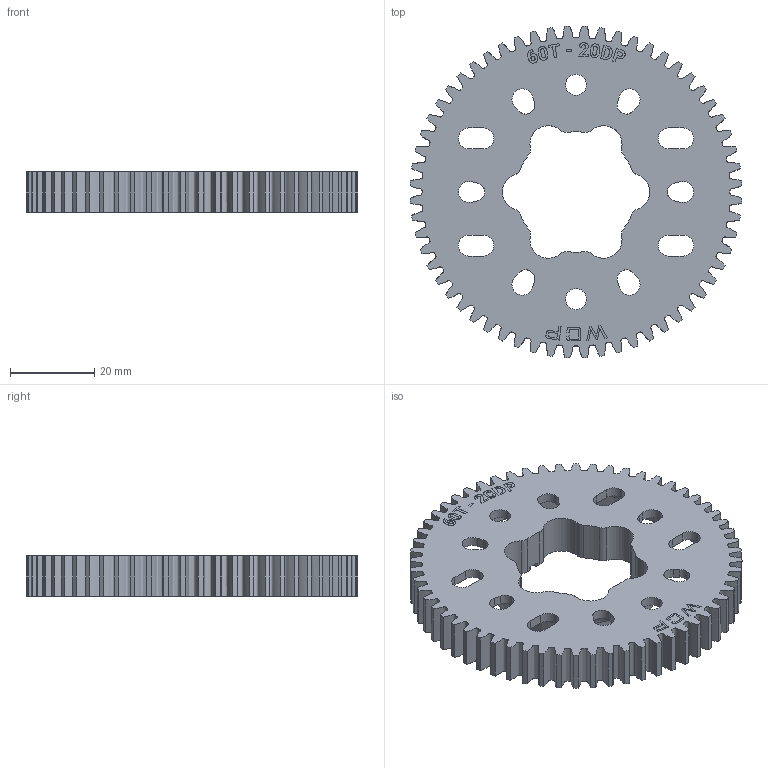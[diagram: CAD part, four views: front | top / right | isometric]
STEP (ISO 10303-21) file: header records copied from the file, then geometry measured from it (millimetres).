
FILE_DESCRIPTION (( 'STEP AP214' ), '1' );
FILE_NAME ('WCP-1095 Rev1.step', '2024-01-18T01:27:08', ( '' ), ( '' ), 'SwSTEP 2.0', 'SolidWorks 2022', '' );
FILE_SCHEMA (( 'AUTOMOTIVE_DESIGN' ));
Length unit declared in the file: inch
Products named in the file (1): WCP-1095 Rev1
Bounding box: 78.68 x 78.68 x 9.53 mm (x, y, z)
Volume: 18250.5 mm3; surface area: 15067 mm2
Topology: 1 solids, 1 shells, 368 faces, 1057 edges, 703 vertices
Faces by surface type: cylinder 131, plane 126, bspline 107, torus 4
Entity records: 33682 total; most frequent: CARTESIAN_POINT 24420, ORIENTED_EDGE 2114, DIRECTION 1642, EDGE_CURVE 1057, VERTEX_POINT 703, LINE 552, VECTOR 552, AXIS2_PLACEMENT_3D 545
